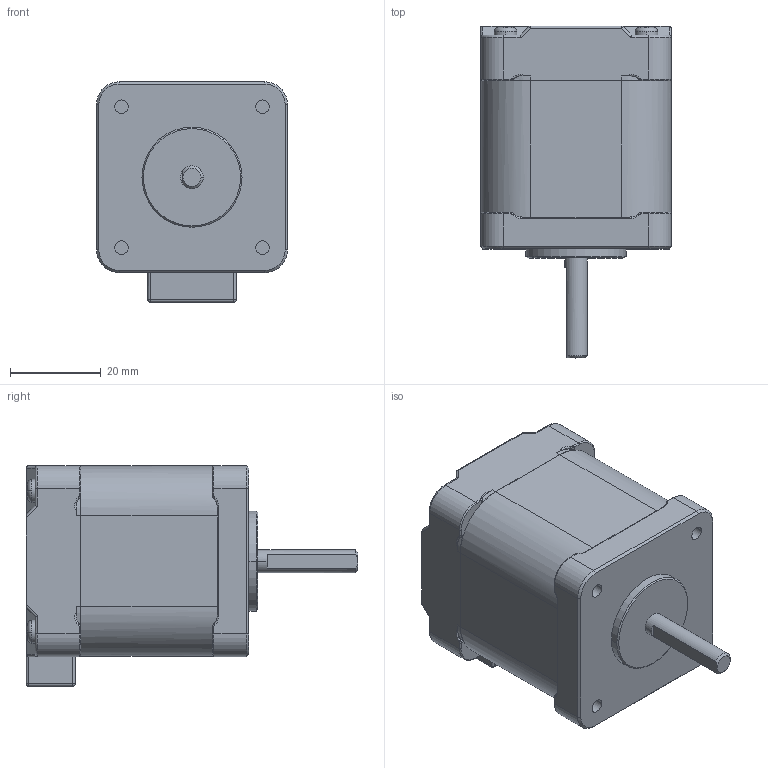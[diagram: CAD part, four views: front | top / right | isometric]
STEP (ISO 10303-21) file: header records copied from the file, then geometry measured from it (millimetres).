
FILE_DESCRIPTION((''),'2;1');
FILE_NAME('SS1704A20A','2018-09-18T09:52:26',('Administrator'),(''),'CREO PARAMETRIC BY PTC INC, 2017110','CREO PARAMETRIC BY PTC INC, 2017110','');
FILE_SCHEMA(('CONFIG_CONTROL_DESIGN'));
Length unit declared in the file: millimetre
Products named in the file (1): SS1704A20A
Bounding box: 42 x 73 x 48.5 mm (x, y, z)
Volume: 84462 mm3; surface area: 12191.2 mm2
Topology: 1 solids, 1 shells, 330 faces, 828 edges, 510 vertices
Faces by surface type: plane 131, cylinder 129, torus 52, sphere 10, cone 8
Entity records: 10189 total; most frequent: CARTESIAN_POINT 2343, ORIENTED_EDGE 1656, DIRECTION 1628, EDGE_CURVE 828, AXIS2_PLACEMENT_3D 618, VERTEX_POINT 510, VECTOR 392, LINE 392
